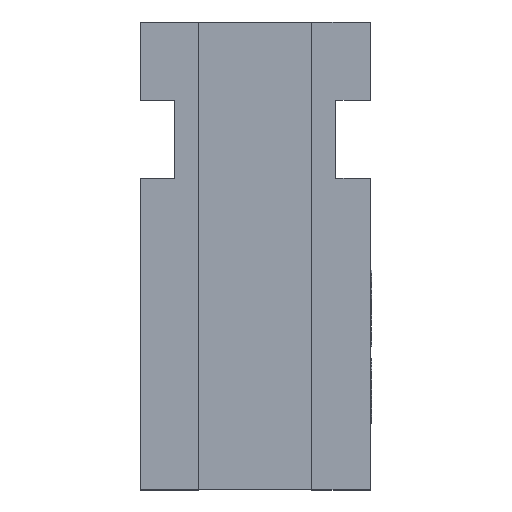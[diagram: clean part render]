
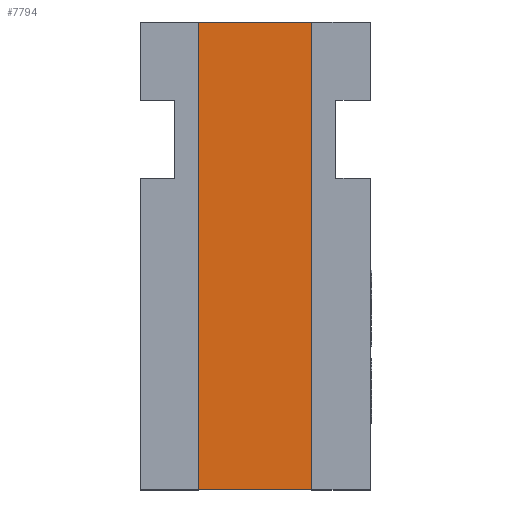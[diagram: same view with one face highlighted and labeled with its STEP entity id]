
A CAD part, top view. The second image highlights one B-rep face of the part: STEP entity #7794.
In plain terms, the highlighted planar face has unit normal (0, 0, 1).
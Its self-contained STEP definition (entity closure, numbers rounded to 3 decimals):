
#769 = LINE ( 'NONE', #4726, #2765 ) ;
#834 = VERTEX_POINT ( 'NONE', #9804 ) ;
#1281 = DIRECTION ( 'NONE',  ( 0., 0., 1. ) ) ;
#1303 = LINE ( 'NONE', #8764, #11857 ) ;
#1328 = ORIENTED_EDGE ( 'NONE', *, *, #5361, .F. ) ;
#2148 = CARTESIAN_POINT ( 'NONE',  ( -0.184, 1.525, 0.457 ) ) ;
#2235 = FACE_OUTER_BOUND ( 'NONE', #11835, .T. ) ;
#2606 = ORIENTED_EDGE ( 'NONE', *, *, #2723, .F. ) ;
#2635 = EDGE_CURVE ( 'NONE', #7144, #4123, #4895, .T. ) ;
#2723 = EDGE_CURVE ( 'NONE', #7144, #4058, #1303, .T. ) ;
#2765 = VECTOR ( 'NONE', #9151, 1000. ) ;
#3433 = PLANE ( 'NONE',  #11567 ) ;
#4048 = LINE ( 'NONE', #2148, #11361 ) ;
#4058 = VERTEX_POINT ( 'NONE', #8951 ) ;
#4123 = VERTEX_POINT ( 'NONE', #12036 ) ;
#4187 = CARTESIAN_POINT ( 'NONE',  ( -0.369, -1.525, 0.457 ) ) ;
#4726 = CARTESIAN_POINT ( 'NONE',  ( -0.369, -1.525, 0.457 ) ) ;
#4895 = LINE ( 'NONE', #8383, #5468 ) ;
#5308 = ORIENTED_EDGE ( 'NONE', *, *, #2635, .T. ) ;
#5361 = EDGE_CURVE ( 'NONE', #4058, #834, #769, .T. ) ;
#5468 = VECTOR ( 'NONE', #11334, 1000. ) ;
#5498 = DIRECTION ( 'NONE',  ( -1., 0., 0. ) ) ;
#6708 = DIRECTION ( 'NONE',  ( -1., 0., 0. ) ) ;
#7144 = VERTEX_POINT ( 'NONE', #11424 ) ;
#7794 = ADVANCED_FACE ( 'NONE', ( #2235 ), #3433, .T. ) ;
#8383 = CARTESIAN_POINT ( 'NONE',  ( 0.369, -1.525, 0.457 ) ) ;
#8764 = CARTESIAN_POINT ( 'NONE',  ( 0.369, -1.525, 0.457 ) ) ;
#8951 = CARTESIAN_POINT ( 'NONE',  ( -0.369, -1.525, 0.457 ) ) ;
#9151 = DIRECTION ( 'NONE',  ( 0., 1., 0. ) ) ;
#9384 = ORIENTED_EDGE ( 'NONE', *, *, #9537, .T. ) ;
#9452 = DIRECTION ( 'NONE',  ( 1., 0., 0. ) ) ;
#9537 = EDGE_CURVE ( 'NONE', #4123, #834, #4048, .T. ) ;
#9804 = CARTESIAN_POINT ( 'NONE',  ( -0.369, 1.525, 0.457 ) ) ;
#11334 = DIRECTION ( 'NONE',  ( 0., 1., 0. ) ) ;
#11361 = VECTOR ( 'NONE', #6708, 1000. ) ;
#11424 = CARTESIAN_POINT ( 'NONE',  ( 0.369, -1.525, 0.457 ) ) ;
#11567 = AXIS2_PLACEMENT_3D ( 'NONE', #4187, #1281, #9452 ) ;
#11835 = EDGE_LOOP ( 'NONE', ( #9384, #1328, #2606, #5308 ) ) ;
#11857 = VECTOR ( 'NONE', #5498, 1000. ) ;
#12036 = CARTESIAN_POINT ( 'NONE',  ( 0.369, 1.525, 0.457 ) ) ;
